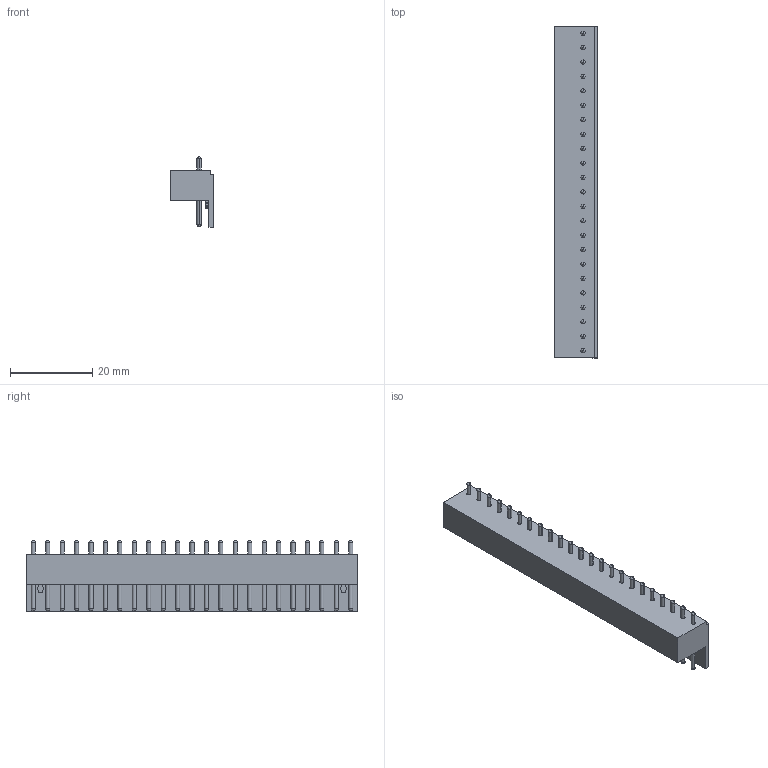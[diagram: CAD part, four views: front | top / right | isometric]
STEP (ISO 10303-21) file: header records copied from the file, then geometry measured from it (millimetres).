
FILE_DESCRIPTION((''),'2;1');
FILE_NAME('TL007T-XXP','2024-11-13T14:15:41',('sheji'),(''),'CREO PARAMETRIC BY PTC INC, 2018100','CREO PARAMETRIC BY PTC INC, 2018100','');
FILE_SCHEMA(('CONFIG_CONTROL_DESIGN'));
Length unit declared in the file: millimetre
Products named in the file (1): TL007T-XXP
Bounding box: 10.6 x 80.5 x 17.15 mm (x, y, z)
Volume: 7011.7 mm3; surface area: 4781.6 mm2
Topology: 1 solids, 1 shells, 222 faces, 568 edges, 302 vertices
Faces by surface type: cylinder 100, sphere 92, plane 30
Entity records: 6464 total; most frequent: CARTESIAN_POINT 1598, DIRECTION 1028, ORIENTED_EDGE 952, EDGE_CURVE 476, AXIS2_PLACEMENT_3D 422, VERTEX_POINT 302, EDGE_LOOP 268, FACE_OUTER_BOUND 222
